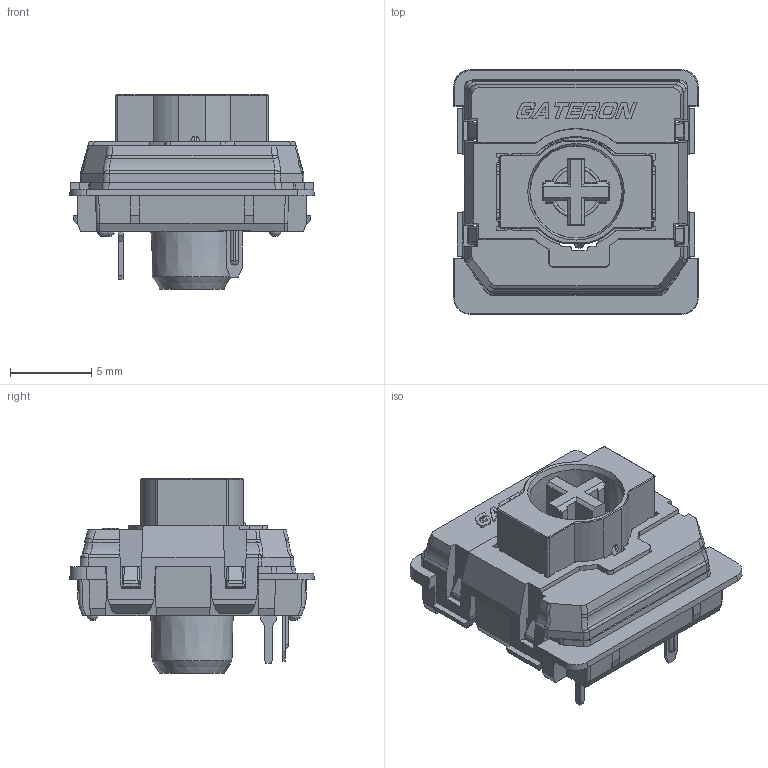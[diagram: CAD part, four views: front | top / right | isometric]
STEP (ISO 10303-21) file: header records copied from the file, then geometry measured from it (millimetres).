
FILE_DESCRIPTION(/* description */ (''),/* implementation_level */ '2;1');
FILE_NAME(/* name */ 'KS33-low profile.step',/* time_stamp */ '2023-09-26T12:25:07+07:00',/* author */ (''),/* organization */ (''),/* preprocessor_version */ 'ST-DEVELOPER v20',/* originating_system */ 'Autodesk Translation Framework v12.14.0.127',/* authorisation */ '');
FILE_SCHEMA (('AUTOMOTIVE_DESIGN { 1 0 10303 214 3 1 1 }'));
Products named in the file (2): KS33-low profile; MX_SPRING
Assembly tree (1 placements, depth 2):
  KS33-low profile
    MX_SPRING
Bounding box: 15 x 15 x 11.95 mm (x, y, z)
Volume: 594.8 mm3; surface area: 2196 mm2
Topology: 6 solids, 8 shells, 979 faces, 2689 edges, 1740 vertices
Faces by surface type: plane 670, cylinder 179, bspline 95, cone 25, sphere 10
Full cylindrical faces by diameter (mm): 2.1 x1, 2.15 x1, 3.704 x1
Entity records: 45233 total; most frequent: CARTESIAN_POINT 20528, ORIENTED_EDGE 5378, DIRECTION 4748, EDGE_CURVE 2689, LINE 2082, VECTOR 2082, VERTEX_POINT 1741, AXIS2_PLACEMENT_3D 1333
